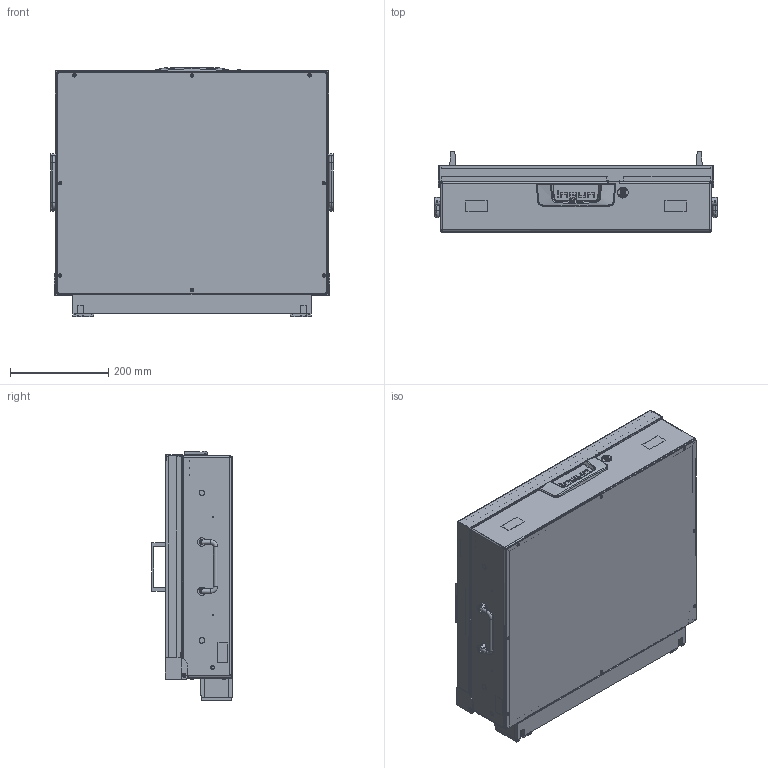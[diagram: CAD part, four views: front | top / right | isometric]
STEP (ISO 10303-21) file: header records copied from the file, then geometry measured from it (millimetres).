
FILE_DESCRIPTION (( 'STEP AP214' ), '1' );
FILE_NAME ('INGUN_114514.STEP', '2024-02-06T13:43:04', ( '' ), ( '' ), 'SwSTEP 2.0', 'SolidWorks 2021', '' );
FILE_SCHEMA (( 'AUTOMOTIVE_DESIGN' ));
Length unit declared in the file: millimetre
Products named in the file (57): 112094~1_S; DIN7991~n_M03,0x006; 114196~0; 1607~1; 32171~0_S; K_02037~0_Standard ohne Dyn Punkt<Standard>; 114196_004~0_S; DIN985-A2~n_M04,0; 31788~1_flexibel<Standard>; ISO7380~n_M04,0x012; 3366~0; 114196_001~0; Gewindebuchse~n_M04-07,5 offen; DIN988~n_06x12x0,1; ISO7380~n_M04,0x008; 112024~0_S; ISO7380~n_M03,0x005; 112035~1; 11657~0; 110324~0_Spring Pin 3 x 14 - St; 112992~2_S; 112093~1; 112078~3_S; 113686~0_S; 113689~1; DIN125~n_04,3 M04,0; 112176~0_S; 109145~1_S; 112087~2_S; 112132~0_S; 11655~0; 112026~0_Mitte<S>; 112034~0_S; 112079~7_S; K_02038~0; DIN912~n_M04,0x012; 114364~0_S; 100974~1_KUNDE<S>; DIN923~n_M04x03; 114196_003~0 ...
Assembly tree (110 placements, depth 5):
  INGUN_114514
    113687~0_S
      113686~0_S
      32171~0_S
      112992~2_S  x2
      49317~0  x2
      114196~0  x2
        114196_001~0
        114196_002~0
        114196_003~0
        114196_004~0_S
      DIN912~n_M04,0x012
      112024~0_S
      112025~2_S
      DIN125~n_04,3 M04,0
      DIN985-A2~n_M04,0
      112026~0_Mitte<S>
      ISO7380~n_M03,0x005
      114364~0_S
    112085~8_KUNDE<S>
      115766~0_S
        112080~5_S
        Gewindebuchse~n_M04-07,5 offen  x4
      112078~3_S
      112079~7_S
      100974~1_KUNDE<S>
      1607~1  x2
      ISO7380~n_M04,0x012  x4
      112176~0_S  x2
        112087~2_S
          111995~2_S
          115289~0_S
        49317~0
      19420~3
      11657~0
      11655~0
    31788~1_flexibel<Standard>
      K_02037~0_Standard ohne Dyn Punkt<Standard>
      K_02038~0
    31788~1_flexibel<Standard>
      K_02037~0_Standard ohne Dyn Punkt<Standard>
      K_02038~0
    112094~1_S
      112093~1
      DIN7991~n_M03,0x006  x8
    113590~0_S
      113689~1
      DIN125~n_04,3 M04,0  x4
      ISO7380~n_M04,0x008  x4
    109145~1_S
      112132~0_S
      112034~0_S
      112036~0_S  x2
      112035~1  x2
      3366~0
      109683~0_S
      45545~0_S  x2
      DIN923~n_M04x03  x2
      DIN988~n_06x12x0,1  x4
      110324~0_Spring Pin 3 x 14 - St  x6
Bounding box: 574 x 163.97 x 507.82 mm (x, y, z)
Volume: 5743829 mm3; surface area: 2575276.4 mm2
Topology: 108 solids, 108 shells, 3944 faces, 9759 edges, 6177 vertices
Faces by surface type: cylinder 1712, plane 1587, cone 422, bspline 117, torus 106
Entity records: 84677 total; most frequent: CARTESIAN_POINT 25960, DIRECTION 11879, ORIENTED_EDGE 11056, EDGE_CURVE 5528, AXIS2_PLACEMENT_3D 4463, VERTEX_POINT 3522, LINE 2953, VECTOR 2953
